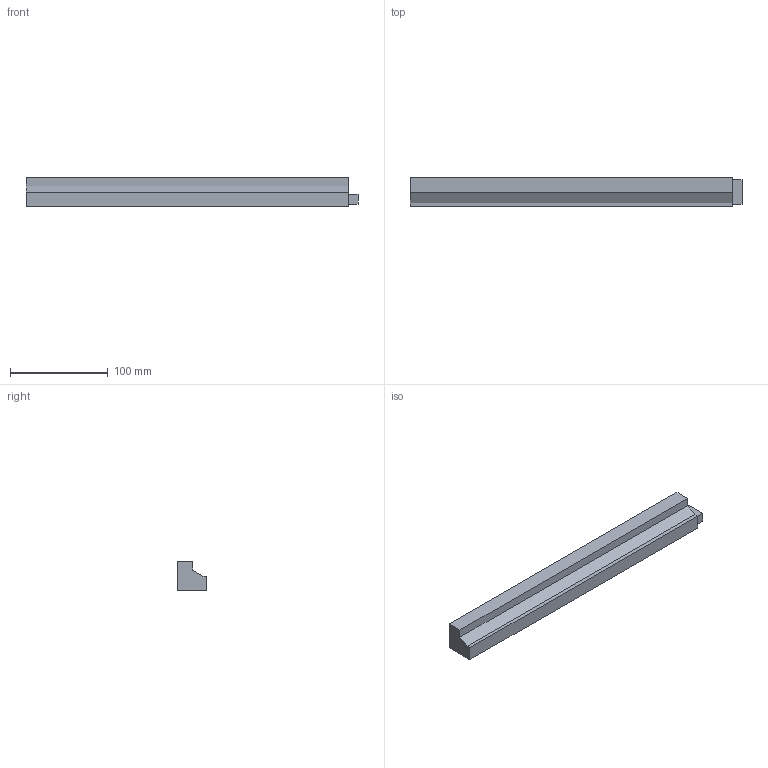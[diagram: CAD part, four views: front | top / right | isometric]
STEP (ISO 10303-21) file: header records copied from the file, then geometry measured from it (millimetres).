
FILE_DESCRIPTION(('FreeCAD Model'),'2;1');
FILE_NAME('Open CASCADE Shape Model','2026-01-21T14:45:37',('Author'),( ''),'Open CASCADE STEP processor 7.8','FreeCAD','Unknown');
FILE_SCHEMA(('AUTOMOTIVE_DESIGN { 1 0 10303 214 1 1 1 1 }'));
Length unit declared in the file: millimetre
Products named in the file (1): Pad001
Bounding box: 340 x 30 x 30 mm (x, y, z)
Volume: 238546.5 mm3; surface area: 40281.1 mm2
Topology: 1 solids, 1 shells, 14 faces, 33 edges, 22 vertices
Faces by surface type: plane 14
Entity records: 419 total; most frequent: CARTESIAN_POINT 70, ORIENTED_EDGE 66, DIRECTION 63, EDGE_CURVE 33, LINE 33, VECTOR 33, VERTEX_POINT 22, AXIS2_PLACEMENT_3D 15
